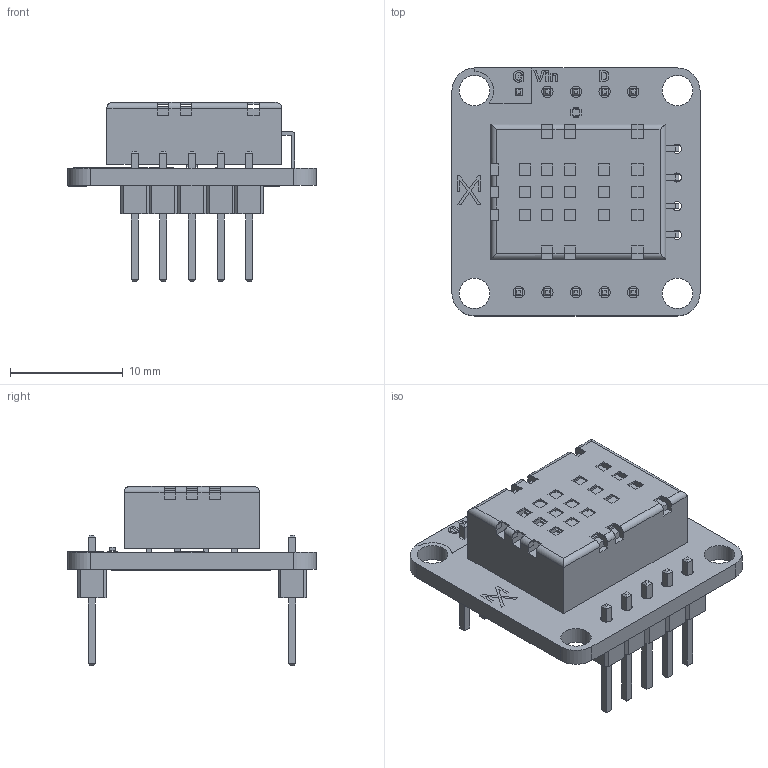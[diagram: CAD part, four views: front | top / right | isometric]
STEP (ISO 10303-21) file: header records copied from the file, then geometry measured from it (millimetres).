
FILE_DESCRIPTION(('KiCad electronic assembly'),'2;1');
FILE_NAME('AX22-0011.step','2025-12-05T17:55:20',('Pcbnew'),('Kicad'), 'Open CASCADE STEP processor 7.8','KiCad to STEP converter','Unknown' );
FILE_SCHEMA(('AUTOMOTIVE_DESIGN { 1 0 10303 214 1 1 1 1 }'));
Length unit declared in the file: millimetre
Products named in the file (6): AX22-0011 1; R_0402_1005Metric; PinHeader_1x05_P2.54mm_Vertical; Aosong_DHT11_5.5x12.0_P2.54mm; AX22_DHT11_silkscreen; AX22_DHT11_PCB
Assembly tree (6 placements, depth 2):
  AX22-0011 1
    R_0402_1005Metric
    PinHeader_1x05_P2.54mm_Vertical  x2
    Aosong_DHT11_5.5x12.0_P2.54mm
    AX22_DHT11_silkscreen
    AX22_DHT11_PCB
Bounding box: 22 x 22 x 15.89 mm (x, y, z)
Volume: 1867.4 mm3; surface area: 2528.4 mm2
Topology: 5 solids, 32 shells, 634 faces, 2185 edges, 1575 vertices
Faces by surface type: plane 583, cylinder 51
Full cylindrical faces by diameter (mm): 0.8 x4, 1 x10, 2.7 x4
Entity records: 23257 total; most frequent: CARTESIAN_POINT 3797, ORIENTED_EDGE 3139, DIRECTION 3094, EDGE_CURVE 1889, LINE 1718, VECTOR 1718, VERTEX_POINT 1391, AXIS2_PLACEMENT_3D 688
